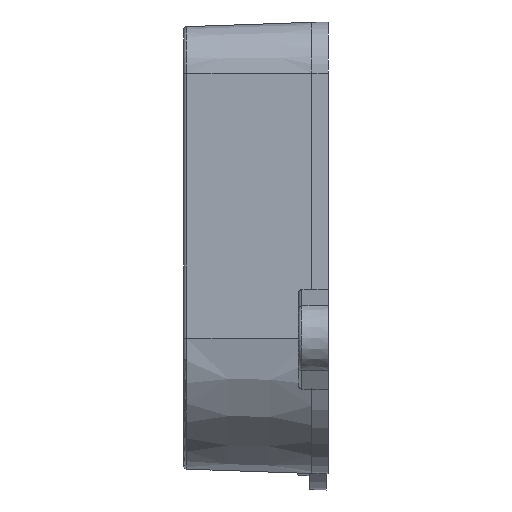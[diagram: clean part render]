
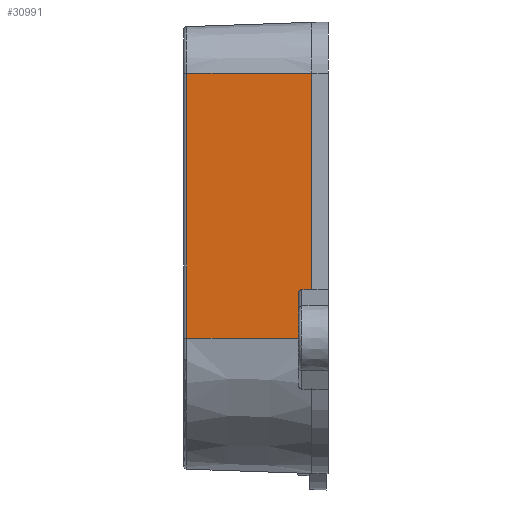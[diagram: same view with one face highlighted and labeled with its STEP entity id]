
A CAD part, left-side view. The second image highlights one B-rep face of the part: STEP entity #30991.
In plain terms, the highlighted planar face has unit normal (-0.999, 0.035, 0).
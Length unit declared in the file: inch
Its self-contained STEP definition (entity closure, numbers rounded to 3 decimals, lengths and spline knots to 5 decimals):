
#454 = AXIS2_PLACEMENT_3D ( 'NONE', #22360, #103813, #7218 ) ;
#960 = CARTESIAN_POINT ( 'NONE',  ( -0.59032, 0.63852, 1.195 ) ) ;
#3899 = LINE ( 'NONE', #83048, #35339 ) ;
#6776 = ORIENTED_EDGE ( 'NONE', *, *, #23798, .T. ) ;
#7218 = DIRECTION ( 'NONE',  ( -0.035, -0.999, 0. ) ) ;
#8592 = EDGE_LOOP ( 'NONE', ( #46946, #63207, #74910, #6776 ) ) ;
#10915 = DIRECTION ( 'NONE',  ( 0.035, 0.999, 0. ) ) ;
#22360 = CARTESIAN_POINT ( 'NONE',  ( -0.61, 0.075, 1.195 ) ) ;
#23798 = EDGE_CURVE ( 'NONE', #103048, #40752, #47199, .T. ) ;
#24657 = CARTESIAN_POINT ( 'NONE',  ( -0.61, 0.075, 1.195 ) ) ;
#26872 = VERTEX_POINT ( 'NONE', #75637 ) ;
#30991 = ADVANCED_FACE ( 'NONE', ( #84652 ), #94718, .T. ) ;
#35339 = VECTOR ( 'NONE', #99837, 39.37008 ) ;
#40752 = VERTEX_POINT ( 'NONE', #93395 ) ;
#46946 = ORIENTED_EDGE ( 'NONE', *, *, #59513, .T. ) ;
#47199 = LINE ( 'NONE', #24657, #53490 ) ;
#47531 = EDGE_CURVE ( 'NONE', #26872, #48330, #49778, .T. ) ;
#48330 = VERTEX_POINT ( 'NONE', #960 ) ;
#49778 = LINE ( 'NONE', #97219, #71223 ) ;
#53490 = VECTOR ( 'NONE', #66146, 39.37008 ) ;
#59081 = CARTESIAN_POINT ( 'NONE',  ( -0.61, 0.075, 0. ) ) ;
#59513 = EDGE_CURVE ( 'NONE', #40752, #48330, #3899, .T. ) ;
#63207 = ORIENTED_EDGE ( 'NONE', *, *, #47531, .F. ) ;
#64325 = EDGE_CURVE ( 'NONE', #103048, #26872, #79513, .T. ) ;
#66146 = DIRECTION ( 'NONE',  ( 0., 0., 1. ) ) ;
#71223 = VECTOR ( 'NONE', #81086, 39.37008 ) ;
#74910 = ORIENTED_EDGE ( 'NONE', *, *, #64325, .F. ) ;
#75637 = CARTESIAN_POINT ( 'NONE',  ( -0.59032, 0.63852, 0. ) ) ;
#79513 = LINE ( 'NONE', #59081, #93279 ) ;
#81086 = DIRECTION ( 'NONE',  ( 0., 0., 1. ) ) ;
#83048 = CARTESIAN_POINT ( 'NONE',  ( -0.61, 0.075, 1.195 ) ) ;
#84652 = FACE_OUTER_BOUND ( 'NONE', #8592, .T. ) ;
#93279 = VECTOR ( 'NONE', #10915, 39.37008 ) ;
#93395 = CARTESIAN_POINT ( 'NONE',  ( -0.61, 0.075, 1.195 ) ) ;
#93739 = CARTESIAN_POINT ( 'NONE',  ( -0.61, 0.075, 0. ) ) ;
#94718 = PLANE ( 'NONE',  #454 ) ;
#97219 = CARTESIAN_POINT ( 'NONE',  ( -0.59032, 0.63852, 1.195 ) ) ;
#99837 = DIRECTION ( 'NONE',  ( 0.035, 0.999, 0. ) ) ;
#103048 = VERTEX_POINT ( 'NONE', #93739 ) ;
#103813 = DIRECTION ( 'NONE',  ( -0.999, 0.035, 0. ) ) ;
